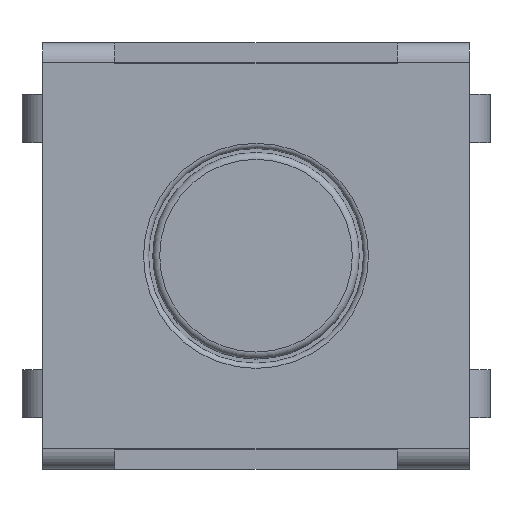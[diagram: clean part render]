
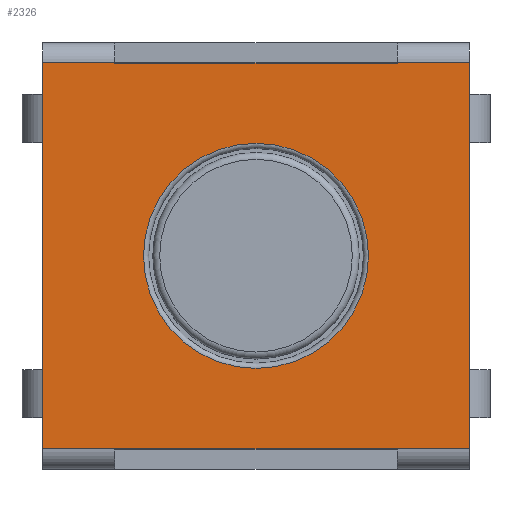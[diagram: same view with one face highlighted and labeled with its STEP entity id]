
A CAD part, top view. The second image highlights one B-rep face of the part: STEP entity #2326.
In plain terms, the highlighted planar face has unit normal (0, 0, 1).
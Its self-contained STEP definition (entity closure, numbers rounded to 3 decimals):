
#1272 = VERTEX_POINT('',#1273);
#1273 = CARTESIAN_POINT('',(3.1,2.803,2.9));
#1280 = EDGE_CURVE('',#1281,#1272,#1283,.T.);
#1281 = VERTEX_POINT('',#1282);
#1282 = CARTESIAN_POINT('',(3.1,-2.803,2.9));
#1283 = LINE('',#1284,#1285);
#1284 = CARTESIAN_POINT('',(3.1,2.8,2.9));
#1285 = VECTOR('',#1286,1.);
#1286 = DIRECTION('',(0.,1.,0.));
#1801 = VERTEX_POINT('',#1802);
#1802 = CARTESIAN_POINT('',(-3.1,-2.803,2.9));
#1809 = EDGE_CURVE('',#1810,#1801,#1812,.T.);
#1810 = VERTEX_POINT('',#1811);
#1811 = CARTESIAN_POINT('',(-3.1,2.803,2.9));
#1812 = LINE('',#1813,#1814);
#1813 = CARTESIAN_POINT('',(-3.1,-2.8,2.9));
#1814 = VECTOR('',#1815,1.);
#1815 = DIRECTION('',(0.,-1.,0.));
#2281 = VERTEX_POINT('',#2282);
#2282 = CARTESIAN_POINT('',(2.05,-2.803,2.9));
#2291 = EDGE_CURVE('',#2281,#1281,#2292,.T.);
#2292 = LINE('',#2293,#2294);
#2293 = CARTESIAN_POINT('',(2.05,-2.803,2.9));
#2294 = VECTOR('',#2295,1.);
#2295 = DIRECTION('',(1.,0.,0.));
#2326 = ADVANCED_FACE('',(#2327,#2400),#2411,.T.);
#2327 = FACE_BOUND('',#2328,.T.);
#2328 = EDGE_LOOP('',(#2329,#2330,#2338,#2346,#2354,#2362,#2368,#2369,
#2377,#2385,#2393,#2399));
#2329 = ORIENTED_EDGE('',*,*,#1280,.T.);
#2330 = ORIENTED_EDGE('',*,*,#2331,.F.);
#2331 = EDGE_CURVE('',#2332,#1272,#2334,.T.);
#2332 = VERTEX_POINT('',#2333);
#2333 = CARTESIAN_POINT('',(2.05,2.803,2.9));
#2334 = LINE('',#2335,#2336);
#2335 = CARTESIAN_POINT('',(2.05,2.803,2.9));
#2336 = VECTOR('',#2337,1.);
#2337 = DIRECTION('',(1.,0.,0.));
#2338 = ORIENTED_EDGE('',*,*,#2339,.F.);
#2339 = EDGE_CURVE('',#2340,#2332,#2342,.T.);
#2340 = VERTEX_POINT('',#2341);
#2341 = CARTESIAN_POINT('',(2.05,2.8,2.9));
#2342 = LINE('',#2343,#2344);
#2343 = CARTESIAN_POINT('',(2.05,2.8,2.9));
#2344 = VECTOR('',#2345,1.);
#2345 = DIRECTION('',(0.,1.,0.));
#2346 = ORIENTED_EDGE('',*,*,#2347,.T.);
#2347 = EDGE_CURVE('',#2340,#2348,#2350,.T.);
#2348 = VERTEX_POINT('',#2349);
#2349 = CARTESIAN_POINT('',(-2.05,2.8,2.9));
#2350 = LINE('',#2351,#2352);
#2351 = CARTESIAN_POINT('',(3.1,2.8,2.9));
#2352 = VECTOR('',#2353,1.);
#2353 = DIRECTION('',(-1.,0.,0.));
#2354 = ORIENTED_EDGE('',*,*,#2355,.T.);
#2355 = EDGE_CURVE('',#2348,#2356,#2358,.T.);
#2356 = VERTEX_POINT('',#2357);
#2357 = CARTESIAN_POINT('',(-2.05,2.803,2.9));
#2358 = LINE('',#2359,#2360);
#2359 = CARTESIAN_POINT('',(-2.05,2.8,2.9));
#2360 = VECTOR('',#2361,1.);
#2361 = DIRECTION('',(0.,1.,0.));
#2362 = ORIENTED_EDGE('',*,*,#2363,.F.);
#2363 = EDGE_CURVE('',#1810,#2356,#2364,.T.);
#2364 = LINE('',#2365,#2366);
#2365 = CARTESIAN_POINT('',(-3.1,2.803,2.9));
#2366 = VECTOR('',#2367,1.);
#2367 = DIRECTION('',(1.,0.,0.));
#2368 = ORIENTED_EDGE('',*,*,#1809,.T.);
#2369 = ORIENTED_EDGE('',*,*,#2370,.T.);
#2370 = EDGE_CURVE('',#1801,#2371,#2373,.T.);
#2371 = VERTEX_POINT('',#2372);
#2372 = CARTESIAN_POINT('',(-2.05,-2.803,2.9));
#2373 = LINE('',#2374,#2375);
#2374 = CARTESIAN_POINT('',(-3.1,-2.803,2.9));
#2375 = VECTOR('',#2376,1.);
#2376 = DIRECTION('',(1.,0.,0.));
#2377 = ORIENTED_EDGE('',*,*,#2378,.F.);
#2378 = EDGE_CURVE('',#2379,#2371,#2381,.T.);
#2379 = VERTEX_POINT('',#2380);
#2380 = CARTESIAN_POINT('',(-2.05,-2.8,2.9));
#2381 = LINE('',#2382,#2383);
#2382 = CARTESIAN_POINT('',(-2.05,-2.8,2.9));
#2383 = VECTOR('',#2384,1.);
#2384 = DIRECTION('',(0.,-1.,0.));
#2385 = ORIENTED_EDGE('',*,*,#2386,.T.);
#2386 = EDGE_CURVE('',#2379,#2387,#2389,.T.);
#2387 = VERTEX_POINT('',#2388);
#2388 = CARTESIAN_POINT('',(2.05,-2.8,2.9));
#2389 = LINE('',#2390,#2391);
#2390 = CARTESIAN_POINT('',(-3.1,-2.8,2.9));
#2391 = VECTOR('',#2392,1.);
#2392 = DIRECTION('',(1.,0.,0.));
#2393 = ORIENTED_EDGE('',*,*,#2394,.T.);
#2394 = EDGE_CURVE('',#2387,#2281,#2395,.T.);
#2395 = LINE('',#2396,#2397);
#2396 = CARTESIAN_POINT('',(2.05,-2.8,2.9));
#2397 = VECTOR('',#2398,1.);
#2398 = DIRECTION('',(0.,-1.,0.));
#2399 = ORIENTED_EDGE('',*,*,#2291,.T.);
#2400 = FACE_BOUND('',#2401,.T.);
#2401 = EDGE_LOOP('',(#2402));
#2402 = ORIENTED_EDGE('',*,*,#2403,.T.);
#2403 = EDGE_CURVE('',#2404,#2404,#2406,.T.);
#2404 = VERTEX_POINT('',#2405);
#2405 = CARTESIAN_POINT('',(0.,1.635,2.9));
#2406 = CIRCLE('',#2407,1.635);
#2407 = AXIS2_PLACEMENT_3D('',#2408,#2409,#2410);
#2408 = CARTESIAN_POINT('',(0.,0.,2.9));
#2409 = DIRECTION('',(0.,0.,-1.));
#2410 = DIRECTION('',(0.,1.,0.));
#2411 = PLANE('',#2412);
#2412 = AXIS2_PLACEMENT_3D('',#2413,#2414,#2415);
#2413 = CARTESIAN_POINT('',(0.,0.,2.9)
);
#2414 = DIRECTION('',(0.,0.,1.));
#2415 = DIRECTION('',(0.,1.,0.));
